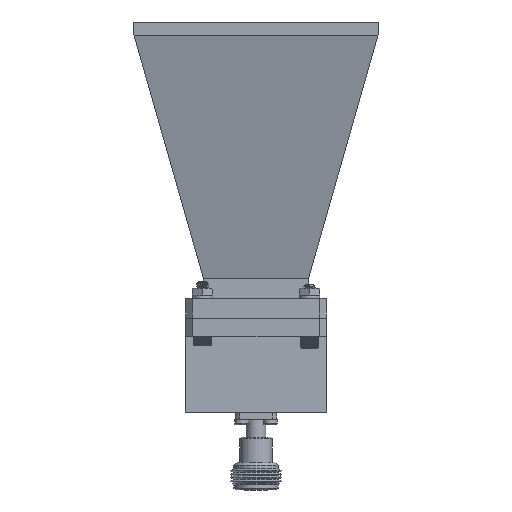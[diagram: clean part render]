
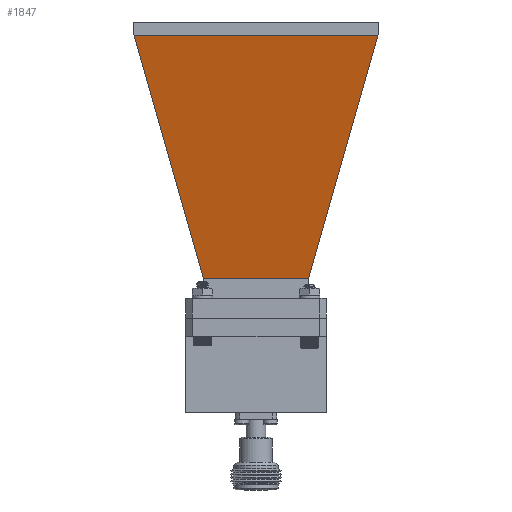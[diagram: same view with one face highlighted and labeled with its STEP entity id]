
A CAD part, front view. The second image highlights one B-rep face of the part: STEP entity #1847.
In plain terms, the highlighted face is planar.
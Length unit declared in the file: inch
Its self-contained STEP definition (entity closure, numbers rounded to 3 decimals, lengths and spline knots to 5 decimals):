
#71 = VECTOR ( 'NONE', #4469, 39.37008 ) ;
#535 = CARTESIAN_POINT ( 'NONE',  ( -1.07672, 1.4586, 4.86585 ) ) ;
#630 = PLANE ( 'NONE',  #8889 ) ;
#705 = CARTESIAN_POINT ( 'NONE',  ( -0.73955, 0., 3.47087 ) ) ;
#1052 = CARTESIAN_POINT ( 'NONE',  ( -1.07672, -1.4586, 4.86585 ) ) ;
#1163 = EDGE_CURVE ( 'NONE', #13948, #11940, #1516, .T. ) ;
#1516 = LINE ( 'NONE', #12451, #11062 ) ;
#1847 = ADVANCED_FACE ( 'NONE', ( #12115 ), #630, .T. ) ;
#2860 = EDGE_LOOP ( 'NONE', ( #10007, #3294, #3524, #8802 ) ) ;
#3032 = CARTESIAN_POINT ( 'NONE',  ( -1.07672, 0., 4.86585 ) ) ;
#3294 = ORIENTED_EDGE ( 'NONE', *, *, #11818, .T. ) ;
#3524 = ORIENTED_EDGE ( 'NONE', *, *, #12018, .T. ) ;
#4330 = DIRECTION ( 'NONE',  ( -0.972, 0., -0.235 ) ) ;
#4417 = VECTOR ( 'NONE', #10220, 39.37008 ) ;
#4443 = CARTESIAN_POINT ( 'NONE',  ( -0.37303, 0.62884, 1.95443 ) ) ;
#4469 = DIRECTION ( 'NONE',  ( 0., 1., 0. ) ) ;
#4809 = DIRECTION ( 'NONE',  ( 0., -1., 0. ) ) ;
#4912 = DIRECTION ( 'NONE',  ( 0.226, -0.267, -0.937 ) ) ;
#5020 = VECTOR ( 'NONE', #4912, 39.37008 ) ;
#5079 = DIRECTION ( 'NONE',  ( -0.235, 0., 0.972 ) ) ;
#6295 = LINE ( 'NONE', #3032, #71 ) ;
#6876 = EDGE_CURVE ( 'NONE', #8658, #13948, #12844, .T. ) ;
#7236 = CARTESIAN_POINT ( 'NONE',  ( -0.37303, -0.62884, 1.95443 ) ) ;
#8039 = LINE ( 'NONE', #10363, #4417 ) ;
#8658 = VERTEX_POINT ( 'NONE', #13957 ) ;
#8802 = ORIENTED_EDGE ( 'NONE', *, *, #6876, .T. ) ;
#8865 = VERTEX_POINT ( 'NONE', #1052 ) ;
#8889 = AXIS2_PLACEMENT_3D ( 'NONE', #705, #4330, #5079 ) ;
#10007 = ORIENTED_EDGE ( 'NONE', *, *, #1163, .T. ) ;
#10220 = DIRECTION ( 'NONE',  ( -0.226, -0.267, 0.937 ) ) ;
#10363 = CARTESIAN_POINT ( 'NONE',  ( -0.37303, -0.62884, 1.95443 ) ) ;
#11062 = VECTOR ( 'NONE', #4809, 39.37008 ) ;
#11818 = EDGE_CURVE ( 'NONE', #11940, #8865, #8039, .T. ) ;
#11940 = VERTEX_POINT ( 'NONE', #7236 ) ;
#12018 = EDGE_CURVE ( 'NONE', #8865, #8658, #6295, .T. ) ;
#12115 = FACE_OUTER_BOUND ( 'NONE', #2860, .T. ) ;
#12451 = CARTESIAN_POINT ( 'NONE',  ( -0.37303, 0., 1.95443 ) ) ;
#12844 = LINE ( 'NONE', #535, #5020 ) ;
#13948 = VERTEX_POINT ( 'NONE', #4443 ) ;
#13957 = CARTESIAN_POINT ( 'NONE',  ( -1.07672, 1.4586, 4.86585 ) ) ;
